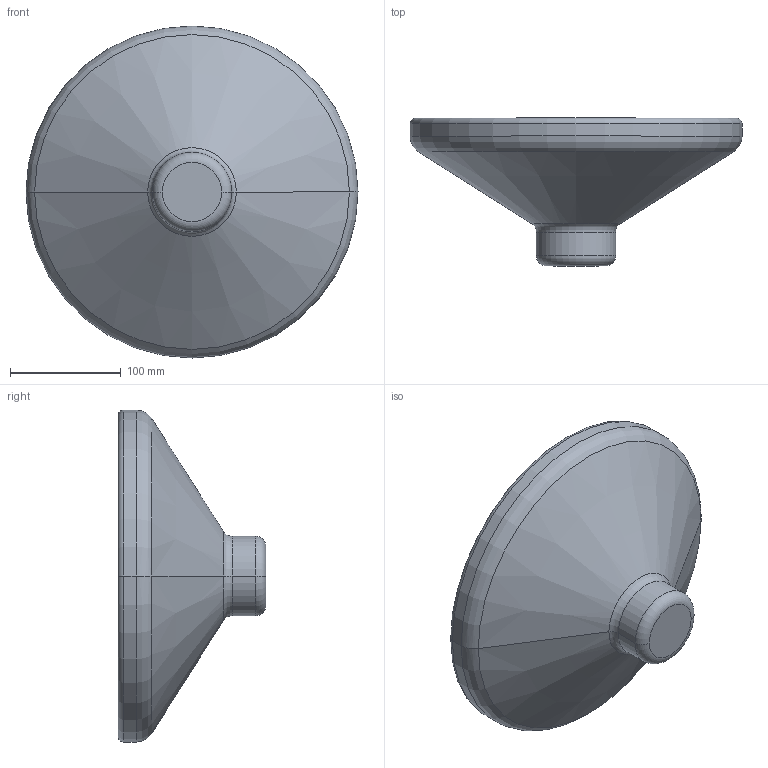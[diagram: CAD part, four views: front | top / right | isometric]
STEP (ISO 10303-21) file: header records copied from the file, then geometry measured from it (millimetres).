
FILE_DESCRIPTION(('produced by SPATIAL CORP'),'2;1');
FILE_NAME( 'work.prt.hh.sat.stp','2002-04-19T13:18:52+00:00',('SPATIAL CORP'),( 'SPATIAL CORP'),'ACIS STEP Husk','http://www.spatial.com', 'SPATIAL CORP');
FILE_SCHEMA(('CONFIG_CONTROL_DESIGN'));
Length unit declared in the file: millimetre
Products named in the file (1): PRODUCT_ID_1
Bounding box: 299.72 x 133.35 x 299.72 mm (x, y, z)
Volume: 4125818.4 mm3; surface area: 180639.2 mm2
Topology: 1 solids, 1 shells, 16 faces, 30 edges, 16 vertices
Faces by surface type: torus 8, cylinder 4, plane 2, cone 2
Entity records: 487 total; most frequent: DIRECTION 86, CARTESIAN_POINT 62, ORIENTED_EDGE 60, AXIS2_PLACEMENT_3D 40, EDGE_CURVE 30, CIRCLE 24, VERTEX_POINT 16, EDGE_LOOP 16
